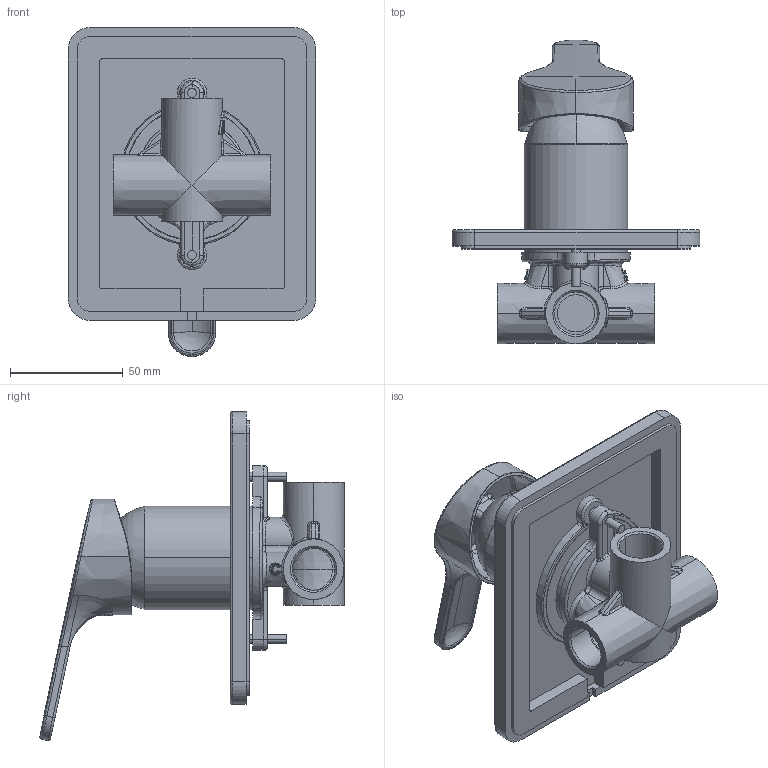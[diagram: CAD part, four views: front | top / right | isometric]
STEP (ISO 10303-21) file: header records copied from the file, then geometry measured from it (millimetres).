
FILE_DESCRIPTION((''),'2;1');
FILE_NAME('FFAS1422-709500BC0_ASM','2018-08-16T',('10114231'),(''),'CREO PARAMETRIC BY PTC INC, 2015200','CREO PARAMETRIC BY PTC INC, 2015200','');
FILE_SCHEMA(('CONFIG_CONTROL_DESIGN'));
Products named in the file (19): INWALL_SHOWER; 1582220050; 158B950189_BODY; 158B950189_PIVOT; 158B950189_WASHER; 158B950189_ASM; 603275; 1580723350; 607748; 612208; 613879; 650792_ASM; HANDLE_GEAR; 158A917376; A907112; 158K618253; 607676; 611054_2126; FFAS1422-709500BC0_ASM
Assembly tree (21 placements, depth 3):
  FFAS1422-709500BC0_ASM
    INWALL_SHOWER
    1582220050
    158B950189_ASM
      158B950189_BODY
      158B950189_PIVOT
      158B950189_WASHER  x2
    603275
    1580723350
    650792_ASM
      607748
      612208
      613879
    HANDLE_GEAR
    158A917376
    A907112
    158K618253  x2
    607676  x2
    611054_2126
Bounding box: 110 x 134.95 x 146.05 mm (x, y, z)
Volume: 214460.3 mm3; surface area: 127707.2 mm2
Topology: 20 solids, 20 shells, 1263 faces, 2970 edges, 1769 vertices
Faces by surface type: bspline 348, plane 344, cylinder 323, torus 114, cone 73, sphere 47, extrusion 14
Entity records: 52406 total; most frequent: CARTESIAN_POINT 26917, ORIENTED_EDGE 5566, DIRECTION 4825, EDGE_CURVE 2783, AXIS2_PLACEMENT_3D 1932, VERTEX_POINT 1657, EDGE_LOOP 1262, FACE_OUTER_BOUND 1192
